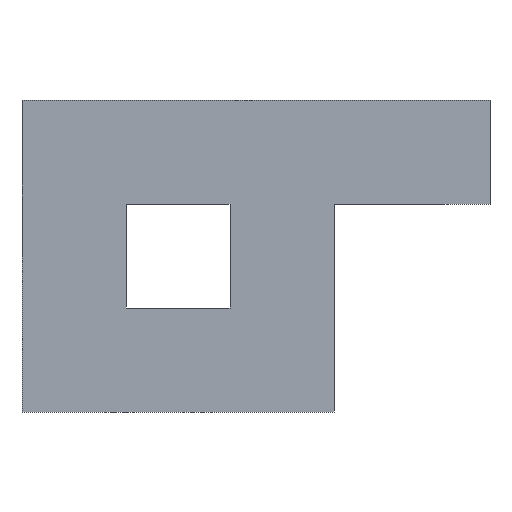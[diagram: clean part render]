
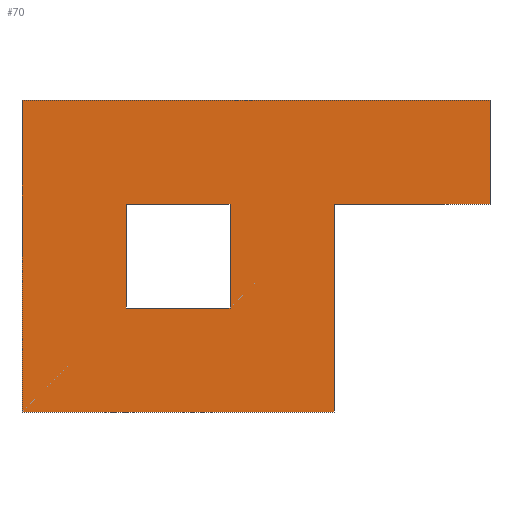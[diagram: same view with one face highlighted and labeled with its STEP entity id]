
A CAD part, front view. The second image highlights one B-rep face of the part: STEP entity #70.
In plain terms, the highlighted planar face has unit normal (0, -1, 0).
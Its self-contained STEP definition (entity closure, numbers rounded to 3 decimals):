
#6 = VERTEX_POINT ( 'NONE', #418 ) ;
#22 = EDGE_CURVE ( 'NONE', #553, #312, #382, .T. ) ;
#23 = VERTEX_POINT ( 'NONE', #56 ) ;
#36 = ORIENTED_EDGE ( 'NONE', *, *, #453, .F. ) ;
#50 = ORIENTED_EDGE ( 'NONE', *, *, #503, .T. ) ;
#56 = CARTESIAN_POINT ( 'NONE',  ( 30., 0., -30. ) ) ;
#62 = DIRECTION ( 'NONE',  ( 0., 0., -1. ) ) ;
#70 = ADVANCED_FACE ( 'NONE', ( #315, #538 ), #497, .T. ) ;
#81 = LINE ( 'NONE', #486, #168 ) ;
#98 = LINE ( 'NONE', #155, #524 ) ;
#101 = DIRECTION ( 'NONE',  ( 0., 0., 1. ) ) ;
#103 = LINE ( 'NONE', #380, #454 ) ;
#104 = EDGE_CURVE ( 'NONE', #23, #106, #103, .T. ) ;
#105 = DIRECTION ( 'NONE',  ( 0., 0., 1. ) ) ;
#106 = VERTEX_POINT ( 'NONE', #232 ) ;
#112 = VECTOR ( 'NONE', #256, 1000. ) ;
#121 = CARTESIAN_POINT ( 'NONE',  ( 60., 0., 30. ) ) ;
#122 = CARTESIAN_POINT ( 'NONE',  ( -10., 0., -10. ) ) ;
#123 = CARTESIAN_POINT ( 'NONE',  ( 0., 0., 0. ) ) ;
#125 = DIRECTION ( 'NONE',  ( 0., 0., -1. ) ) ;
#141 = ORIENTED_EDGE ( 'NONE', *, *, #258, .F. ) ;
#145 = CARTESIAN_POINT ( 'NONE',  ( -10., 0., -10. ) ) ;
#149 = VECTOR ( 'NONE', #101, 1000. ) ;
#155 = CARTESIAN_POINT ( 'NONE',  ( -30., 0., 30. ) ) ;
#166 = VERTEX_POINT ( 'NONE', #472 ) ;
#168 = VECTOR ( 'NONE', #209, 1000. ) ;
#209 = DIRECTION ( 'NONE',  ( 1., 0., 0. ) ) ;
#210 = VECTOR ( 'NONE', #125, 1000. ) ;
#211 = CARTESIAN_POINT ( 'NONE',  ( -10., 0., 10. ) ) ;
#223 = LINE ( 'NONE', #145, #588 ) ;
#226 = ORIENTED_EDGE ( 'NONE', *, *, #405, .T. ) ;
#230 = CARTESIAN_POINT ( 'NONE',  ( 10., 0., -10. ) ) ;
#231 = EDGE_CURVE ( 'NONE', #312, #285, #577, .T. ) ;
#232 = CARTESIAN_POINT ( 'NONE',  ( -30., 0., -30. ) ) ;
#238 = VERTEX_POINT ( 'NONE', #121 ) ;
#242 = LINE ( 'NONE', #439, #512 ) ;
#243 = ORIENTED_EDGE ( 'NONE', *, *, #22, .T. ) ;
#252 = CARTESIAN_POINT ( 'NONE',  ( 30., 0., 30. ) ) ;
#256 = DIRECTION ( 'NONE',  ( 0., 0., 1. ) ) ;
#258 = EDGE_CURVE ( 'NONE', #6, #23, #578, .T. ) ;
#267 = VERTEX_POINT ( 'NONE', #580 ) ;
#277 = EDGE_CURVE ( 'NONE', #267, #238, #81, .T. ) ;
#285 = VERTEX_POINT ( 'NONE', #349 ) ;
#293 = CARTESIAN_POINT ( 'NONE',  ( -10., 0., 10. ) ) ;
#312 = VERTEX_POINT ( 'NONE', #211 ) ;
#315 = FACE_OUTER_BOUND ( 'NONE', #324, .T. ) ;
#316 = DIRECTION ( 'NONE',  ( 1., 0., 0. ) ) ;
#317 = EDGE_CURVE ( 'NONE', #166, #238, #536, .T. ) ;
#324 = EDGE_LOOP ( 'NONE', ( #141, #347, #529, #422, #36, #469 ) ) ;
#330 = AXIS2_PLACEMENT_3D ( 'NONE', #123, #582, #363 ) ;
#347 = ORIENTED_EDGE ( 'NONE', *, *, #385, .T. ) ;
#349 = CARTESIAN_POINT ( 'NONE',  ( 10., 0., 10. ) ) ;
#363 = DIRECTION ( 'NONE',  ( 0., 0., -1. ) ) ;
#372 = EDGE_LOOP ( 'NONE', ( #595, #50, #226, #243 ) ) ;
#376 = VECTOR ( 'NONE', #316, 1000. ) ;
#380 = CARTESIAN_POINT ( 'NONE',  ( -30., 0., -30. ) ) ;
#382 = LINE ( 'NONE', #511, #149 ) ;
#385 = EDGE_CURVE ( 'NONE', #6, #166, #495, .T. ) ;
#405 = EDGE_CURVE ( 'NONE', #465, #553, #223, .T. ) ;
#406 = CARTESIAN_POINT ( 'NONE',  ( 30., 0., 10. ) ) ;
#418 = CARTESIAN_POINT ( 'NONE',  ( 30., 0., 10. ) ) ;
#422 = ORIENTED_EDGE ( 'NONE', *, *, #277, .F. ) ;
#423 = DIRECTION ( 'NONE',  ( -1., 0., 0. ) ) ;
#439 = CARTESIAN_POINT ( 'NONE',  ( 10., 0., 10. ) ) ;
#453 = EDGE_CURVE ( 'NONE', #106, #267, #98, .T. ) ;
#454 = VECTOR ( 'NONE', #470, 1000. ) ;
#465 = VERTEX_POINT ( 'NONE', #230 ) ;
#469 = ORIENTED_EDGE ( 'NONE', *, *, #104, .F. ) ;
#470 = DIRECTION ( 'NONE',  ( -1., 0., 0. ) ) ;
#472 = CARTESIAN_POINT ( 'NONE',  ( 60., 0., 10. ) ) ;
#482 = CARTESIAN_POINT ( 'NONE',  ( 60., 0., 10. ) ) ;
#486 = CARTESIAN_POINT ( 'NONE',  ( -30., 0., 30. ) ) ;
#495 = LINE ( 'NONE', #406, #376 ) ;
#497 = PLANE ( 'NONE',  #330 ) ;
#503 = EDGE_CURVE ( 'NONE', #285, #465, #242, .T. ) ;
#511 = CARTESIAN_POINT ( 'NONE',  ( -10., 0., 10. ) ) ;
#512 = VECTOR ( 'NONE', #62, 1000. ) ;
#524 = VECTOR ( 'NONE', #105, 1000. ) ;
#525 = DIRECTION ( 'NONE',  ( 1., 0., 0. ) ) ;
#529 = ORIENTED_EDGE ( 'NONE', *, *, #317, .T. ) ;
#536 = LINE ( 'NONE', #482, #112 ) ;
#538 = FACE_BOUND ( 'NONE', #372, .T. ) ;
#539 = VECTOR ( 'NONE', #525, 1000. ) ;
#553 = VERTEX_POINT ( 'NONE', #122 ) ;
#577 = LINE ( 'NONE', #293, #539 ) ;
#578 = LINE ( 'NONE', #252, #210 ) ;
#580 = CARTESIAN_POINT ( 'NONE',  ( -30., 0., 30. ) ) ;
#582 = DIRECTION ( 'NONE',  ( 0., -1., 0. ) ) ;
#588 = VECTOR ( 'NONE', #423, 1000. ) ;
#595 = ORIENTED_EDGE ( 'NONE', *, *, #231, .T. ) ;
